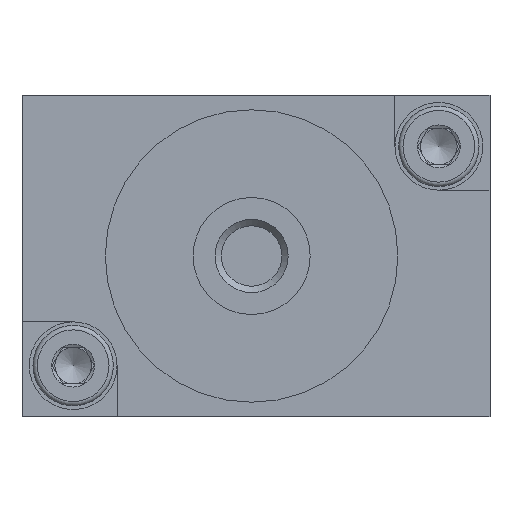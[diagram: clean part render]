
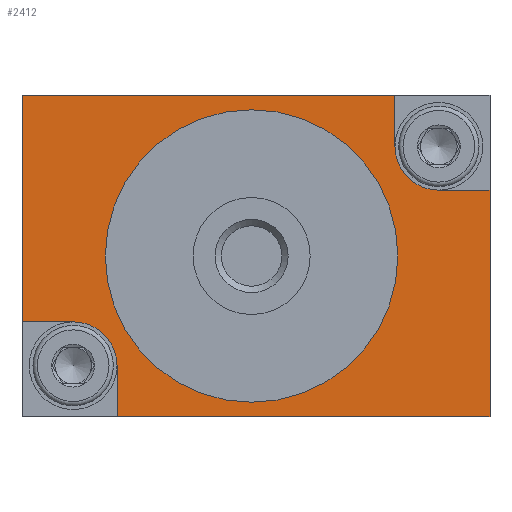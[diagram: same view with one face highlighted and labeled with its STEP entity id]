
A CAD part, front view. The second image highlights one B-rep face of the part: STEP entity #2412.
In plain terms, the highlighted planar face has unit normal (0, -1, 0).
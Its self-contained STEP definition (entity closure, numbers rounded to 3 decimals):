
#386=CIRCLE('',#2543,3.);
#388=CIRCLE('',#2547,4.);
#389=CIRCLE('',#2548,4.);
#390=CIRCLE('',#2549,3.);
#526=VERTEX_POINT('',#3406);
#527=VERTEX_POINT('',#3407);
#531=VERTEX_POINT('',#3416);
#532=VERTEX_POINT('',#3418);
#534=VERTEX_POINT('',#3425);
#535=VERTEX_POINT('',#3426);
#536=VERTEX_POINT('',#3429);
#537=VERTEX_POINT('',#3430);
#538=VERTEX_POINT('',#3432);
#539=VERTEX_POINT('',#3434);
#540=VERTEX_POINT('',#3438);
#541=VERTEX_POINT('',#3440);
#746=VECTOR('',#2807,1.);
#750=VECTOR('',#2816,1.);
#751=VECTOR('',#2819,1.);
#752=VECTOR('',#2820,1.);
#753=VECTOR('',#2821,1.);
#754=VECTOR('',#2822,1.);
#755=VECTOR('',#2823,1.);
#756=VECTOR('',#2824,1.);
#929=LINE('',#3417,#746);
#933=LINE('',#3428,#750);
#934=LINE('',#3433,#751);
#935=LINE('',#3435,#752);
#936=LINE('',#3436,#753);
#937=LINE('',#3437,#754);
#938=LINE('',#3439,#755);
#939=LINE('',#3441,#756);
#1109=EDGE_CURVE('',#526,#527,#386,.T.);
#1114=EDGE_CURVE('',#531,#532,#929,.T.);
#1118=EDGE_CURVE('',#534,#535,#388,.T.);
#1119=EDGE_CURVE('',#535,#534,#389,.T.);
#1120=EDGE_CURVE('',#536,#537,#933,.T.);
#1121=EDGE_CURVE('',#537,#538,#390,.T.);
#1122=EDGE_CURVE('',#538,#539,#934,.T.);
#1123=EDGE_CURVE('',#532,#539,#935,.T.);
#1124=EDGE_CURVE('',#531,#526,#936,.T.);
#1125=EDGE_CURVE('',#527,#540,#937,.T.);
#1126=EDGE_CURVE('',#541,#540,#938,.T.);
#1127=EDGE_CURVE('',#536,#541,#939,.T.);
#1441=ORIENTED_EDGE('',*,*,#1118,.F.);
#1442=ORIENTED_EDGE('',*,*,#1119,.F.);
#1443=ORIENTED_EDGE('',*,*,#1120,.T.);
#1444=ORIENTED_EDGE('',*,*,#1121,.T.);
#1445=ORIENTED_EDGE('',*,*,#1122,.T.);
#1446=ORIENTED_EDGE('',*,*,#1123,.F.);
#1447=ORIENTED_EDGE('',*,*,#1114,.F.);
#1448=ORIENTED_EDGE('',*,*,#1124,.T.);
#1449=ORIENTED_EDGE('',*,*,#1109,.T.);
#1450=ORIENTED_EDGE('',*,*,#1125,.T.);
#1451=ORIENTED_EDGE('',*,*,#1126,.F.);
#1452=ORIENTED_EDGE('',*,*,#1127,.F.);
#2074=EDGE_LOOP('',(#1441,#1442));
#2075=EDGE_LOOP('',(#1443,#1444,#1445,#1446,#1447,#1448,#1449,#1450,#1451,
#1452));
#2243=FACE_BOUND('',#2074,.T.);
#2244=FACE_BOUND('',#2075,.T.);
#2412=ADVANCED_FACE('',(#2243,#2244),#4278,.F.);
#2543=AXIS2_PLACEMENT_3D('',#3405,#2799,#2800);
#2546=AXIS2_PLACEMENT_3D('',#3423,#2811,$);
#2547=AXIS2_PLACEMENT_3D('',#3424,#2812,#2813);
#2548=AXIS2_PLACEMENT_3D('',#3427,#2814,#2815);
#2549=AXIS2_PLACEMENT_3D('',#3431,#2817,#2818);
#2799=DIRECTION('',(0.,1.,0.));
#2800=DIRECTION('',(3.,0.,0.));
#2807=DIRECTION('',(0.,0.,-1.));
#2811=DIRECTION('',(0.,1.,0.));
#2812=DIRECTION('',(0.,-1.,0.));
#2813=DIRECTION('',(0.,0.,4.));
#2814=DIRECTION('',(0.,-1.,0.));
#2815=DIRECTION('',(0.,0.,4.));
#2816=DIRECTION('',(1.,0.,0.));
#2817=DIRECTION('',(0.,1.,0.));
#2818=DIRECTION('',(3.,0.,0.));
#2819=DIRECTION('',(0.,0.,-1.));
#2820=DIRECTION('',(-1.,0.,0.));
#2821=DIRECTION('',(-1.,0.,0.));
#2822=DIRECTION('',(0.,0.,1.));
#2823=DIRECTION('',(1.,0.,0.));
#2824=DIRECTION('',(0.,0.,1.));
#3405=CARTESIAN_POINT('',(28.5,0.,-3.5));
#3406=CARTESIAN_POINT('',(28.5,0.,-6.5));
#3407=CARTESIAN_POINT('',(25.5,0.,-3.5));
#3416=CARTESIAN_POINT('',(32.,0.,-6.5));
#3417=CARTESIAN_POINT('',(32.,0.,-6.5));
#3418=CARTESIAN_POINT('',(32.,0.,-22.));
#3423=CARTESIAN_POINT('',(0.,0.,0.));
#3424=CARTESIAN_POINT('',(16.3,0.,-11.));
#3425=CARTESIAN_POINT('',(16.3,0.,-15.));
#3426=CARTESIAN_POINT('',(16.3,0.,-7.));
#3427=CARTESIAN_POINT('',(16.3,0.,-11.));
#3428=CARTESIAN_POINT('',(0.,0.,-15.5));
#3429=CARTESIAN_POINT('',(0.,0.,-15.5));
#3430=CARTESIAN_POINT('',(3.5,0.,-15.5));
#3431=CARTESIAN_POINT('',(3.5,0.,-18.5));
#3432=CARTESIAN_POINT('',(6.5,0.,-18.5));
#3433=CARTESIAN_POINT('',(6.5,0.,-18.5));
#3434=CARTESIAN_POINT('',(6.5,0.,-22.));
#3435=CARTESIAN_POINT('',(32.,0.,-22.));
#3436=CARTESIAN_POINT('',(32.,0.,-6.5));
#3437=CARTESIAN_POINT('',(25.5,0.,-3.5));
#3438=CARTESIAN_POINT('',(25.5,0.,0.));
#3439=CARTESIAN_POINT('',(0.,0.,0.));
#3440=CARTESIAN_POINT('',(0.,0.,0.));
#3441=CARTESIAN_POINT('',(0.,0.,-15.5));
#4278=PLANE('',#2546);
